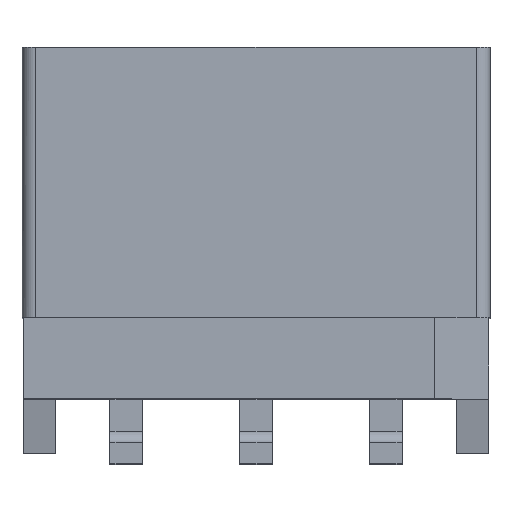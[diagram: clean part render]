
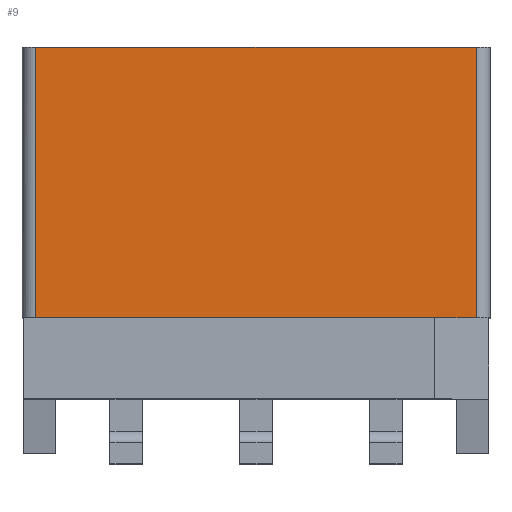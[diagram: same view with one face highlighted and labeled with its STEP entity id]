
A CAD part, top view. The second image highlights one B-rep face of the part: STEP entity #9.
In plain terms, the highlighted planar face has unit normal (0, 0, 1).
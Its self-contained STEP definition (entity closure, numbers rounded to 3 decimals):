
#9 = ADVANCED_FACE ( 'NONE', ( #3106 ), #1345, .F. ) ;
#122 = LINE ( 'NONE', #2610, #2713 ) ;
#151 = CARTESIAN_POINT ( 'NONE',  ( -4.075, 5., 3.95 ) ) ;
#172 = LINE ( 'NONE', #151, #1601 ) ;
#195 = DIRECTION ( 'NONE',  ( -1., 0., 0. ) ) ;
#370 = VERTEX_POINT ( 'NONE', #3457 ) ;
#610 = EDGE_CURVE ( 'NONE', #795, #2172, #122, .T. ) ;
#795 = VERTEX_POINT ( 'NONE', #4012 ) ;
#1031 = CARTESIAN_POINT ( 'NONE',  ( 4.075, 5., 3.95 ) ) ;
#1131 = ORIENTED_EDGE ( 'NONE', *, *, #2061, .F. ) ;
#1274 = LINE ( 'NONE', #2719, #3727 ) ;
#1289 = ORIENTED_EDGE ( 'NONE', *, *, #3546, .T. ) ;
#1345 = PLANE ( 'NONE',  #3389 ) ;
#1601 = VECTOR ( 'NONE', #1639, 1000. ) ;
#1639 = DIRECTION ( 'NONE',  ( 0., -1., 0. ) ) ;
#1714 = LINE ( 'NONE', #3169, #2668 ) ;
#1835 = LINE ( 'NONE', #2571, #2718 ) ;
#1873 = VERTEX_POINT ( 'NONE', #1908 ) ;
#1908 = CARTESIAN_POINT ( 'NONE',  ( 4.075, 0., 3.95 ) ) ;
#2003 = ORIENTED_EDGE ( 'NONE', *, *, #610, .T. ) ;
#2061 = EDGE_CURVE ( 'NONE', #370, #1873, #1714, .T. ) ;
#2172 = VERTEX_POINT ( 'NONE', #2663 ) ;
#2344 = ORIENTED_EDGE ( 'NONE', *, *, #2552, .T. ) ;
#2552 = EDGE_CURVE ( 'NONE', #3398, #795, #172, .T. ) ;
#2571 = CARTESIAN_POINT ( 'NONE',  ( 4.075, 5., 3.95 ) ) ;
#2601 = EDGE_LOOP ( 'NONE', ( #2003, #1289, #1131, #4222, #2344 ) ) ;
#2610 = CARTESIAN_POINT ( 'NONE',  ( 4.075, 0., 3.95 ) ) ;
#2651 = DIRECTION ( 'NONE',  ( 1., 0., 0. ) ) ;
#2663 = CARTESIAN_POINT ( 'NONE',  ( 3.45, 0., 3.95 ) ) ;
#2668 = VECTOR ( 'NONE', #4321, 1000. ) ;
#2713 = VECTOR ( 'NONE', #2965, 1000. ) ;
#2718 = VECTOR ( 'NONE', #4394, 1000. ) ;
#2719 = CARTESIAN_POINT ( 'NONE',  ( 4.075, 0., 3.95 ) ) ;
#2965 = DIRECTION ( 'NONE',  ( 1., 0., 0. ) ) ;
#3106 = FACE_OUTER_BOUND ( 'NONE', #2601, .T. ) ;
#3169 = CARTESIAN_POINT ( 'NONE',  ( 4.075, 5., 3.95 ) ) ;
#3356 = CARTESIAN_POINT ( 'NONE',  ( -4.075, 5., 3.95 ) ) ;
#3389 = AXIS2_PLACEMENT_3D ( 'NONE', #1031, #4262, #195 ) ;
#3398 = VERTEX_POINT ( 'NONE', #3356 ) ;
#3457 = CARTESIAN_POINT ( 'NONE',  ( 4.075, 5., 3.95 ) ) ;
#3546 = EDGE_CURVE ( 'NONE', #2172, #1873, #1274, .T. ) ;
#3727 = VECTOR ( 'NONE', #2651, 1000. ) ;
#4012 = CARTESIAN_POINT ( 'NONE',  ( -4.075, 0., 3.95 ) ) ;
#4222 = ORIENTED_EDGE ( 'NONE', *, *, #4410, .F. ) ;
#4262 = DIRECTION ( 'NONE',  ( 0., 0., -1. ) ) ;
#4321 = DIRECTION ( 'NONE',  ( 0., -1., 0. ) ) ;
#4394 = DIRECTION ( 'NONE',  ( 1., 0., 0. ) ) ;
#4410 = EDGE_CURVE ( 'NONE', #3398, #370, #1835, .T. ) ;
